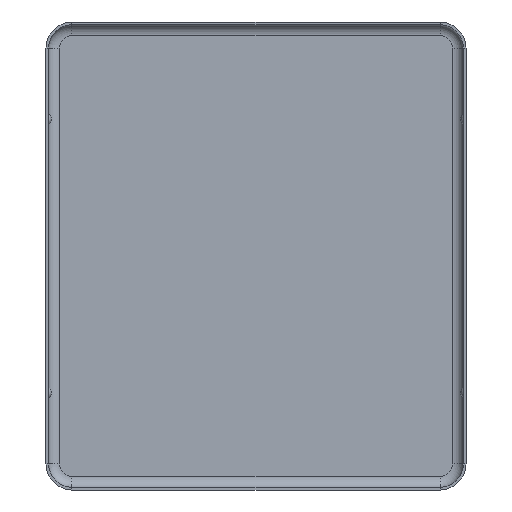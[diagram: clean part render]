
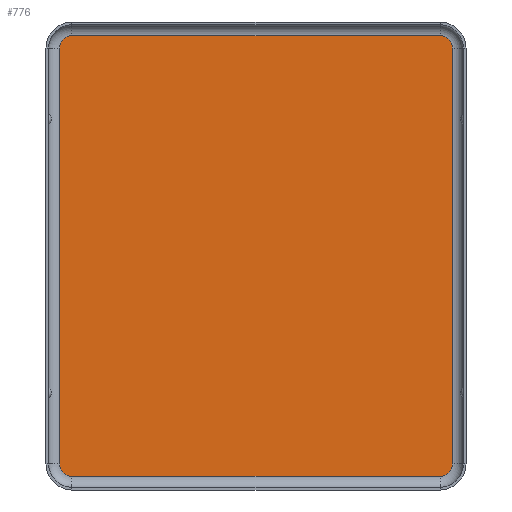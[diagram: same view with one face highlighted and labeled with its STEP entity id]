
A CAD part, front view. The second image highlights one B-rep face of the part: STEP entity #776.
In plain terms, the highlighted planar face has unit normal (0, -1, 0).
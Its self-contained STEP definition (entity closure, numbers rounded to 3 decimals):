
#34 = PLANE ( 'NONE',  #1211 ) ;
#42 = VECTOR ( 'NONE', #1448, 1000. ) ;
#71 = DIRECTION ( 'NONE',  ( 0., 0., 1. ) ) ;
#90 = DIRECTION ( 'NONE',  ( -1., 0., 0. ) ) ;
#96 = CARTESIAN_POINT ( 'NONE',  ( 13.45, 0., 16.1 ) ) ;
#184 = CIRCLE ( 'NONE', #301, 0.9 ) ;
#205 = DIRECTION ( 'NONE',  ( 0., -1., 0. ) ) ;
#245 = CARTESIAN_POINT ( 'NONE',  ( -14.35, 0., 15.2 ) ) ;
#249 = AXIS2_PLACEMENT_3D ( 'NONE', #960, #205, #1080 ) ;
#277 = DIRECTION ( 'NONE',  ( 0., -1., 0. ) ) ;
#301 = AXIS2_PLACEMENT_3D ( 'NONE', #985, #1487, #737 ) ;
#347 = CARTESIAN_POINT ( 'NONE',  ( 14.35, 0., -15.2 ) ) ;
#358 = LINE ( 'NONE', #1264, #992 ) ;
#361 = ORIENTED_EDGE ( 'NONE', *, *, #1516, .T. ) ;
#373 = FACE_OUTER_BOUND ( 'NONE', #1334, .T. ) ;
#434 = CARTESIAN_POINT ( 'NONE',  ( -14.35, 0., -15.2 ) ) ;
#467 = VECTOR ( 'NONE', #90, 1000. ) ;
#490 = LINE ( 'NONE', #1075, #42 ) ;
#502 = EDGE_CURVE ( 'NONE', #953, #647, #1048, .T. ) ;
#525 = EDGE_CURVE ( 'NONE', #1020, #1159, #895, .T. ) ;
#553 = EDGE_CURVE ( 'NONE', #647, #1379, #490, .T. ) ;
#619 = ORIENTED_EDGE ( 'NONE', *, *, #553, .F. ) ;
#622 = EDGE_CURVE ( 'NONE', #1020, #1382, #358, .T. ) ;
#624 = VERTEX_POINT ( 'NONE', #740 ) ;
#647 = VERTEX_POINT ( 'NONE', #1623 ) ;
#649 = CARTESIAN_POINT ( 'NONE',  ( 13.45, 0., -15.2 ) ) ;
#654 = ORIENTED_EDGE ( 'NONE', *, *, #502, .F. ) ;
#737 = DIRECTION ( 'NONE',  ( 0., 0., 1. ) ) ;
#740 = CARTESIAN_POINT ( 'NONE',  ( 13.45, 0., 16.1 ) ) ;
#759 = AXIS2_PLACEMENT_3D ( 'NONE', #1485, #981, #71 ) ;
#776 = ADVANCED_FACE ( 'NONE', ( #373 ), #34, .T. ) ;
#862 = CARTESIAN_POINT ( 'NONE',  ( -13.45, 0., 15.2 ) ) ;
#890 = ORIENTED_EDGE ( 'NONE', *, *, #622, .T. ) ;
#895 = CIRCLE ( 'NONE', #1156, 0.9 ) ;
#900 = CARTESIAN_POINT ( 'NONE',  ( 14.35, 0., 15.2 ) ) ;
#940 = EDGE_CURVE ( 'NONE', #1250, #624, #1614, .T. ) ;
#953 = VERTEX_POINT ( 'NONE', #347 ) ;
#960 = CARTESIAN_POINT ( 'NONE',  ( 13.45, 0., 15.2 ) ) ;
#981 = DIRECTION ( 'NONE',  ( 0., 1., 0. ) ) ;
#985 = CARTESIAN_POINT ( 'NONE',  ( -13.45, 0., -15.2 ) ) ;
#992 = VECTOR ( 'NONE', #1006, 1000. ) ;
#1006 = DIRECTION ( 'NONE',  ( 0., 0., -1. ) ) ;
#1020 = VERTEX_POINT ( 'NONE', #245 ) ;
#1031 = DIRECTION ( 'NONE',  ( 0., 0., -1. ) ) ;
#1048 = CIRCLE ( 'NONE', #759, 0.9 ) ;
#1069 = EDGE_CURVE ( 'NONE', #1382, #1379, #184, .T. ) ;
#1075 = CARTESIAN_POINT ( 'NONE',  ( 13.45, 0., -16.1 ) ) ;
#1080 = DIRECTION ( 'NONE',  ( 0., 0., -1. ) ) ;
#1105 = EDGE_CURVE ( 'NONE', #1250, #953, #1123, .T. ) ;
#1123 = LINE ( 'NONE', #1609, #1612 ) ;
#1156 = AXIS2_PLACEMENT_3D ( 'NONE', #862, #1175, #1031 ) ;
#1159 = VERTEX_POINT ( 'NONE', #1399 ) ;
#1161 = DIRECTION ( 'NONE',  ( 0., 0., -1. ) ) ;
#1175 = DIRECTION ( 'NONE',  ( 0., 1., 0. ) ) ;
#1211 = AXIS2_PLACEMENT_3D ( 'NONE', #649, #277, #1161 ) ;
#1237 = DIRECTION ( 'NONE',  ( 0., 0., -1. ) ) ;
#1250 = VERTEX_POINT ( 'NONE', #900 ) ;
#1264 = CARTESIAN_POINT ( 'NONE',  ( -14.35, 0., 0. ) ) ;
#1332 = ORIENTED_EDGE ( 'NONE', *, *, #1069, .T. ) ;
#1334 = EDGE_LOOP ( 'NONE', ( #619, #654, #1452, #1587, #361, #1534, #890, #1332 ) ) ;
#1379 = VERTEX_POINT ( 'NONE', #1582 ) ;
#1382 = VERTEX_POINT ( 'NONE', #434 ) ;
#1399 = CARTESIAN_POINT ( 'NONE',  ( -13.45, 0., 16.1 ) ) ;
#1448 = DIRECTION ( 'NONE',  ( -1., 0., 0. ) ) ;
#1452 = ORIENTED_EDGE ( 'NONE', *, *, #1105, .F. ) ;
#1485 = CARTESIAN_POINT ( 'NONE',  ( 13.45, 0., -15.2 ) ) ;
#1487 = DIRECTION ( 'NONE',  ( 0., -1., 0. ) ) ;
#1516 = EDGE_CURVE ( 'NONE', #624, #1159, #1593, .T. ) ;
#1534 = ORIENTED_EDGE ( 'NONE', *, *, #525, .F. ) ;
#1582 = CARTESIAN_POINT ( 'NONE',  ( -13.45, 0., -16.1 ) ) ;
#1587 = ORIENTED_EDGE ( 'NONE', *, *, #940, .T. ) ;
#1593 = LINE ( 'NONE', #96, #467 ) ;
#1609 = CARTESIAN_POINT ( 'NONE',  ( 14.35, 0., 0. ) ) ;
#1612 = VECTOR ( 'NONE', #1237, 1000. ) ;
#1614 = CIRCLE ( 'NONE', #249, 0.9 ) ;
#1623 = CARTESIAN_POINT ( 'NONE',  ( 13.45, 0., -16.1 ) ) ;
